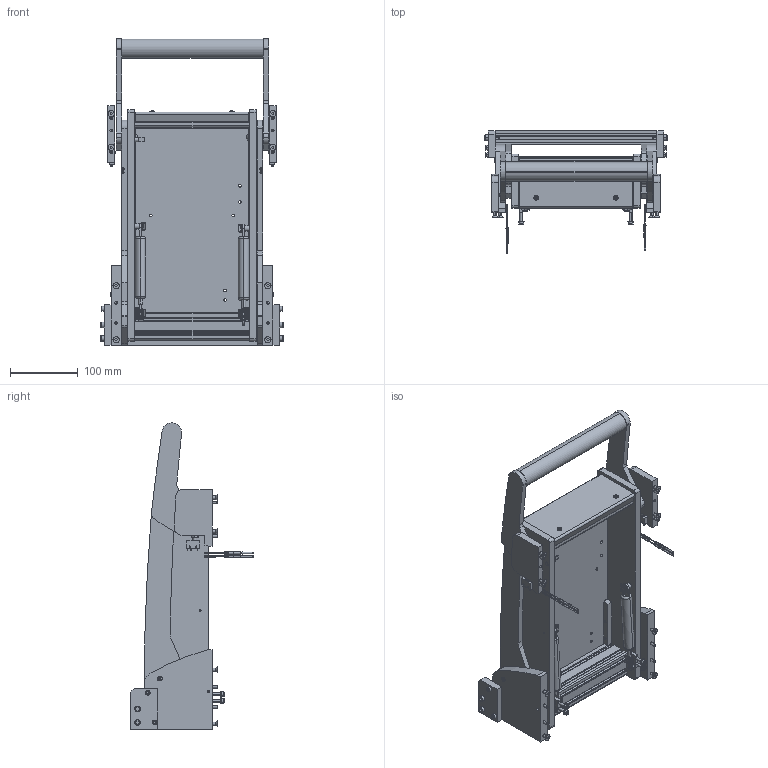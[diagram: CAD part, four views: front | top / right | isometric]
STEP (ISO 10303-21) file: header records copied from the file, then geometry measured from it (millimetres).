
FILE_DESCRIPTION (( 'STEP AP214' ), '1' );
FILE_NAME ('49465~2.STEP', '2019-12-17T14:00:10', ( '' ), ( '' ), 'SwSTEP 2.0', 'SolidWorks 2018', '' );
FILE_SCHEMA (( 'AUTOMOTIVE_DESIGN' ));
Length unit declared in the file: millimetre
Products named in the file (56): 48726~2_S; 38789~0_S; 47523~0_S; DIN6325~n_04,0m6x012; 3381~0; 3011~0; 44222~0_S; 35654~6_KUNDE<S>; 48728~1_S; ISO7380~n_M05,0x010; ISO7380~n_M04,0x016; 2679~0_4 m6 x 16; DIN912~n_M04,0x020; 34328~1_S; 49264~2_S; DIN912~n_M04,0x012; 49933~0_S; 3012~0_S; 51746~1_KUNDE<S>; GKS-114-0007~0; 44221~0_S; 36027~3_S; 48727~1_S; 50955~3_KUNDE<S>; 31788~1; 49465~2; 49466~0_KUNDE<S>; 38786_alt~0_L„nge_125,5min <Standard>; KS-113-Master~-k-s_KS-113 23; 8532~0; 49469~0; DIN7991~n_M05,0x016; DIN912~n_M05,0x016; KT-254L3E02-30_ada~0; 35653~7_KUNDE<S>; 29864~6_KUNDE<S>; K_02038~0; 49317~0; 20202~0; 39892~4_KUNDE<S> ...
Assembly tree (124 placements, depth 3):
  49465~2
    39891~3_KUNDE<S>
    39892~4_KUNDE<S>
    50955~3_KUNDE<S>
      39894~2_KUNDE<S>
    51746~1_KUNDE<S>
      39893~3_KUNDE<S>
    49466~0_KUNDE<S>
      49467~0_S
      35654~6_KUNDE<S>
      35653~7_KUNDE<S>
      34328~1_S  x2
      44221~0_S
      49933~0_S
      38789~0_S  x2
      3381~0
      32724~1
      ISO7380~n_M05,0x010  x2
      3011~0  x2
      3521~0_Spring Pin ISO 8752 - 3 x 16 - St  x4
      ISO7380~n_M03,0x006  x2
      ISO7380~n_M04,0x016
      3009~0  x2
    49468~3_S
    29864~6_KUNDE<S>  x2
    35727~1_KUNDE<S>  x2
    44222~0_S
    47523~0_S  x10
    48727~1_S
      48726~2_S
      DIN6325~n_04,0m6x012
      48565~1_S
      DIN912~n_M04,0x020  x2
      DIN125~n_06,4 M06,0 Fase
      DIN125~n_04,3 M04,0  x2
      49317~0
    48728~1_S
      48726~2_S
      DIN6325~n_04,0m6x012
      48565~1_S
      DIN125~n_06,4 M06,0 Fase
      DIN125~n_04,3 M04,0  x2
      DIN912~n_M04,0x020  x2
      49317~0
    38786_alt~0_L„nge_125,5min <Standard>
    31788~1
      K_02037~0_Standard ohne Dyn Punkt<Standard>
      K_02038~0
    36027~3_S  x2
    49317~0  x2
    49469~0
    49264~2_S  x2
    DIN912~n_M04,0x012  x4
    DIN912~n_M05,0x016  x4
    DIN7991~n_M05,0x016  x8
    2679~0_4 m6 x 16  x6
    3795~0  x2
    36688~0_S  x2
    3012~0_S  x2
    DIN6325~n_04,0m6x012  x2
Bounding box: 269.8 x 181.3 x 453.86 mm (x, y, z)
Volume: 2472403.2 mm3; surface area: 859586.6 mm2
Topology: 130 solids, 130 shells, 2874 faces, 7169 edges, 4533 vertices
Faces by surface type: cylinder 1188, plane 1095, cone 419, bspline 86, sphere 52, torus 34
Entity records: 54924 total; most frequent: CARTESIAN_POINT 9553, DIRECTION 8817, ORIENTED_EDGE 7972, EDGE_CURVE 3986, AXIS2_PLACEMENT_3D 3265, VERTEX_POINT 2571, LINE 2287, VECTOR 2287
